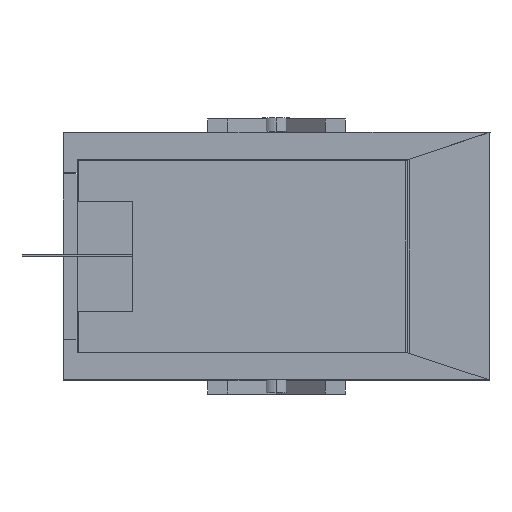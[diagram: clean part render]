
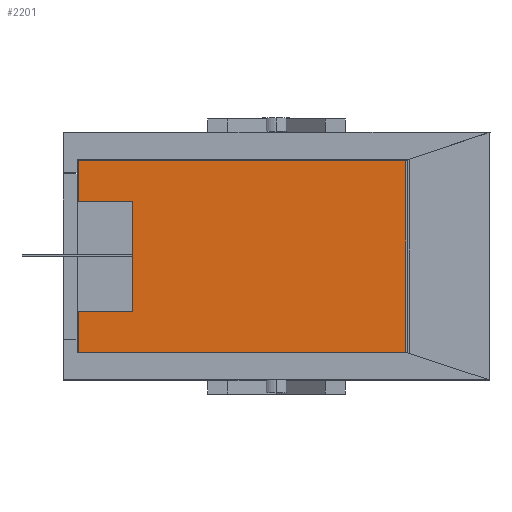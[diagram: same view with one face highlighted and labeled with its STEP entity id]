
A CAD part, top view. The second image highlights one B-rep face of the part: STEP entity #2201.
In plain terms, the highlighted planar face has unit normal (0, 0, 1).
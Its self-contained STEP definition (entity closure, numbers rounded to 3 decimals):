
#201=FACE_OUTER_BOUND('',#325,.T.);
#325=EDGE_LOOP('',(#1855,#1856,#1857,#1858));
#580=LINE('',#3485,#873);
#581=LINE('',#3487,#874);
#582=LINE('',#3489,#875);
#583=LINE('',#3490,#876);
#873=VECTOR('',#2856,10.);
#874=VECTOR('',#2857,10.);
#875=VECTOR('',#2858,10.);
#876=VECTOR('',#2859,10.);
#1104=VERTEX_POINT('',#3483);
#1105=VERTEX_POINT('',#3484);
#1106=VERTEX_POINT('',#3486);
#1107=VERTEX_POINT('',#3488);
#1377=EDGE_CURVE('',#1104,#1105,#580,.T.);
#1378=EDGE_CURVE('',#1105,#1106,#581,.T.);
#1379=EDGE_CURVE('',#1107,#1106,#582,.T.);
#1380=EDGE_CURVE('',#1104,#1107,#583,.T.);
#1855=ORIENTED_EDGE('',*,*,#1377,.T.);
#1856=ORIENTED_EDGE('',*,*,#1378,.T.);
#1857=ORIENTED_EDGE('',*,*,#1379,.F.);
#1858=ORIENTED_EDGE('',*,*,#1380,.F.);
#2079=PLANE('',#2392);
#2201=ADVANCED_FACE('',(#201),#2079,.T.);
#2392=AXIS2_PLACEMENT_3D('',#3482,#2854,#2855);
#2854=DIRECTION('center_axis',(0.,0.,1.));
#2855=DIRECTION('ref_axis',(0.,-1.,0.));
#2856=DIRECTION('',(0.,-1.,0.));
#2857=DIRECTION('',(1.,0.,0.));
#2858=DIRECTION('',(0.,-1.,0.));
#2859=DIRECTION('',(1.,0.,0.));
#3482=CARTESIAN_POINT('Origin',(0.,650.,350.));
#3483=CARTESIAN_POINT('',(0.,650.,350.));
#3484=CARTESIAN_POINT('',(0.,-50.,350.));
#3485=CARTESIAN_POINT('',(0.,650.,350.));
#3486=CARTESIAN_POINT('',(1200.,-50.,350.));
#3487=CARTESIAN_POINT('',(0.,-50.,350.));
#3488=CARTESIAN_POINT('',(1200.,650.,350.));
#3489=CARTESIAN_POINT('',(1200.,650.,350.));
#3490=CARTESIAN_POINT('',(0.,650.,350.));
